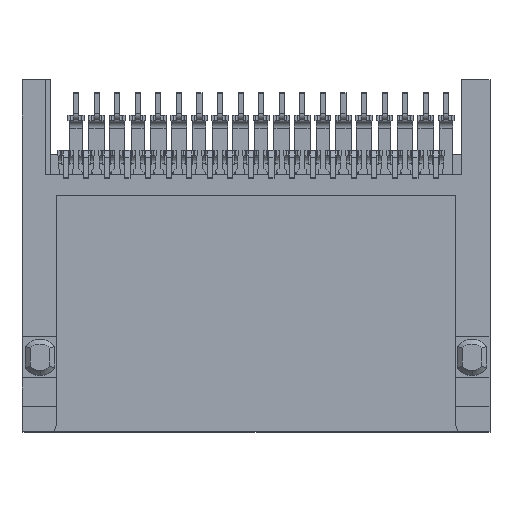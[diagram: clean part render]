
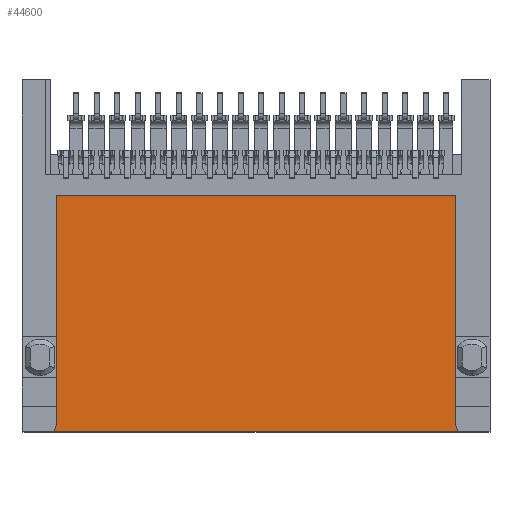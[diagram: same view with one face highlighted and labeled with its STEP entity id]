
A CAD part, top view. The second image highlights one B-rep face of the part: STEP entity #44600.
In plain terms, the highlighted planar face has unit normal (0, 0, 1).
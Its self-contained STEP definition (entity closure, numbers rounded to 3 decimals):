
#904 = EDGE_CURVE ( 'NONE', #12894, #3227, #13575, .T. ) ;
#1029 = CARTESIAN_POINT ( 'NONE',  ( 7.865, -5.75, -1.15 ) ) ;
#1629 = ORIENTED_EDGE ( 'NONE', *, *, #70271, .T. ) ;
#3195 = AXIS2_PLACEMENT_3D ( 'NONE', #3377, #35969, #58203 ) ;
#3227 = VERTEX_POINT ( 'NONE', #56931 ) ;
#3377 = CARTESIAN_POINT ( 'NONE',  ( 7.765, 3.45, -1.15 ) ) ;
#9040 = DIRECTION ( 'NONE',  ( -1., 0., 0. ) ) ;
#11773 = DIRECTION ( 'NONE',  ( 1., 0., 0. ) ) ;
#11906 = ORIENTED_EDGE ( 'NONE', *, *, #58816, .T. ) ;
#12894 = VERTEX_POINT ( 'NONE', #41769 ) ;
#13547 = CARTESIAN_POINT ( 'NONE',  ( 7.765, 3.45, -1.15 ) ) ;
#13575 = LINE ( 'NONE', #13884, #53935 ) ;
#13884 = CARTESIAN_POINT ( 'NONE',  ( 7.765, -5.5, -1.15 ) ) ;
#13888 = PLANE ( 'NONE',  #3195 ) ;
#19477 = LINE ( 'NONE', #1029, #63307 ) ;
#19930 = DIRECTION ( 'NONE',  ( 0., 1., 0. ) ) ;
#20014 = LINE ( 'NONE', #67029, #66478 ) ;
#20513 = CARTESIAN_POINT ( 'NONE',  ( 7.765, 3.45, -1.15 ) ) ;
#25103 = CARTESIAN_POINT ( 'NONE',  ( -7.765, -5.5, -1.15 ) ) ;
#30108 = LINE ( 'NONE', #63641, #58098 ) ;
#30598 = CARTESIAN_POINT ( 'NONE',  ( -7.765, 3.45, -1.15 ) ) ;
#32111 = VERTEX_POINT ( 'NONE', #30598 ) ;
#33522 = EDGE_LOOP ( 'NONE', ( #52736, #50494, #1629, #11906, #58298, #65229 ) ) ;
#35969 = DIRECTION ( 'NONE',  ( 0., 0., -1. ) ) ;
#38022 = EDGE_CURVE ( 'NONE', #46291, #32111, #63233, .T. ) ;
#41769 = CARTESIAN_POINT ( 'NONE',  ( 7.865, -5.75, -1.15 ) ) ;
#44600 = ADVANCED_FACE ( 'NONE', ( #52367 ), #13888, .F. ) ;
#44826 = DIRECTION ( 'NONE',  ( 0., -1., 0. ) ) ;
#45394 = CARTESIAN_POINT ( 'NONE',  ( -7.865, -5.75, -1.15 ) ) ;
#46291 = VERTEX_POINT ( 'NONE', #13547 ) ;
#48156 = CARTESIAN_POINT ( 'NONE',  ( 7.765, -5.5, -1.15 ) ) ;
#48362 = VECTOR ( 'NONE', #9040, 1000. ) ;
#50494 = ORIENTED_EDGE ( 'NONE', *, *, #67387, .T. ) ;
#51000 = VERTEX_POINT ( 'NONE', #45394 ) ;
#52367 = FACE_OUTER_BOUND ( 'NONE', #33522, .T. ) ;
#52736 = ORIENTED_EDGE ( 'NONE', *, *, #38022, .T. ) ;
#53935 = VECTOR ( 'NONE', #64809, 1000. ) ;
#54536 = LINE ( 'NONE', #48156, #58033 ) ;
#56931 = CARTESIAN_POINT ( 'NONE',  ( 7.765, -5.5, -1.15 ) ) ;
#58033 = VECTOR ( 'NONE', #19930, 1000. ) ;
#58098 = VECTOR ( 'NONE', #69496, 1000. ) ;
#58203 = DIRECTION ( 'NONE',  ( 0., -1., 0. ) ) ;
#58298 = ORIENTED_EDGE ( 'NONE', *, *, #904, .T. ) ;
#58816 = EDGE_CURVE ( 'NONE', #51000, #12894, #19477, .T. ) ;
#59764 = VERTEX_POINT ( 'NONE', #25103 ) ;
#63233 = LINE ( 'NONE', #20513, #48362 ) ;
#63307 = VECTOR ( 'NONE', #11773, 1000. ) ;
#63641 = CARTESIAN_POINT ( 'NONE',  ( -7.765, -5.5, -1.15 ) ) ;
#64809 = DIRECTION ( 'NONE',  ( -0.371, 0.928, 0. ) ) ;
#65229 = ORIENTED_EDGE ( 'NONE', *, *, #70806, .T. ) ;
#66478 = VECTOR ( 'NONE', #44826, 1000. ) ;
#67029 = CARTESIAN_POINT ( 'NONE',  ( -7.765, 3.45, -1.15 ) ) ;
#67387 = EDGE_CURVE ( 'NONE', #32111, #59764, #20014, .T. ) ;
#69496 = DIRECTION ( 'NONE',  ( -0.371, -0.928, 0. ) ) ;
#70271 = EDGE_CURVE ( 'NONE', #59764, #51000, #30108, .T. ) ;
#70806 = EDGE_CURVE ( 'NONE', #3227, #46291, #54536, .T. ) ;
